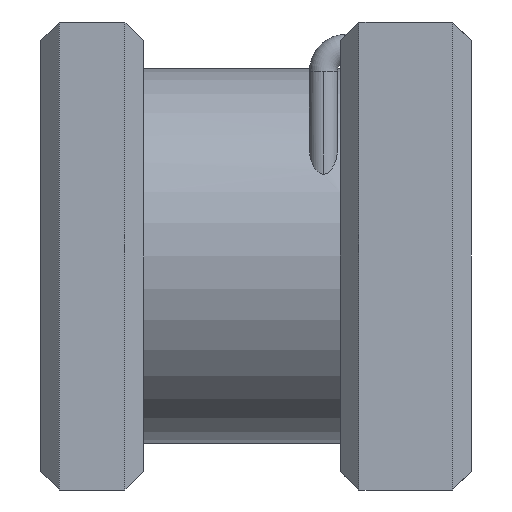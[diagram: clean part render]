
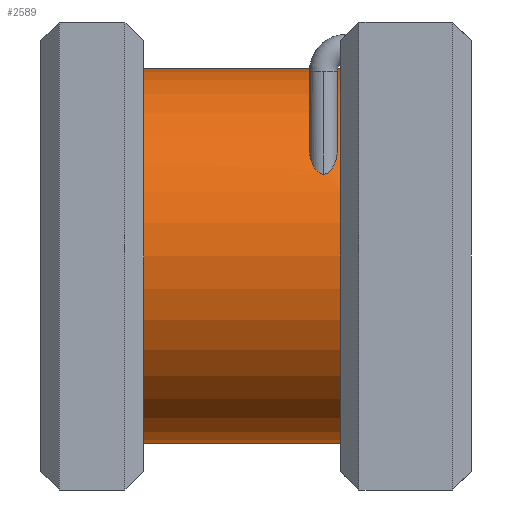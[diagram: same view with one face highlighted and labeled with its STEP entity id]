
A CAD part, left-side view. The second image highlights one B-rep face of the part: STEP entity #2589.
In plain terms, the highlighted cylindrical face has radius 1 mm (diameter 2 mm), a partial arc.
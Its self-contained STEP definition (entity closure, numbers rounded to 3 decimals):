
#26 = CARTESIAN_POINT ( 'NONE',  ( -0.885, 0.745, 0.465 ) ) ;
#35 = LINE ( 'NONE', #1301, #911 ) ;
#36 = B_SPLINE_CURVE_WITH_KNOTS ( 'NONE', 3,
 ( #788, #2426, #2643, #26, #613, #2036, #206, #421, #382, #822, #2201, #965 ),
 .UNSPECIFIED., .F., .F.,
 ( 4, 2, 2, 2, 2, 4 ),
 ( 0., 0., 0., 0., 0., 0. ),
 .UNSPECIFIED. ) ;
#37 = EDGE_CURVE ( 'NONE', #1595, #2424, #35, .T. ) ;
#58 = EDGE_CURVE ( 'NONE', #2630, #2424, #812, .T. ) ;
#136 = CARTESIAN_POINT ( 'NONE',  ( -0.815, 0.866, 0.581 ) ) ;
#168 = AXIS2_PLACEMENT_3D ( 'NONE', #1911, #324, #929 ) ;
#191 = CARTESIAN_POINT ( 'NONE',  ( 0., 1.75, 1. ) ) ;
#206 = CARTESIAN_POINT ( 'NONE',  ( -0.846, 0.717, 0.534 ) ) ;
#275 = EDGE_LOOP ( 'NONE', ( #1433, #583, #2193, #2503 ) ) ;
#317 = CARTESIAN_POINT ( 'NONE',  ( -0.749, 0.818, 0.662 ) ) ;
#324 = DIRECTION ( 'NONE',  ( 0., 1., 0. ) ) ;
#337 = AXIS2_PLACEMENT_3D ( 'NONE', #1609, #1824, #594 ) ;
#377 = VERTEX_POINT ( 'NONE', #1074 ) ;
#382 = CARTESIAN_POINT ( 'NONE',  ( -0.798, 0.717, 0.603 ) ) ;
#385 = CARTESIAN_POINT ( 'NONE',  ( -0.749, 0.79, 0.662 ) ) ;
#421 = CARTESIAN_POINT ( 'NONE',  ( -0.815, 0.714, 0.58 ) ) ;
#576 = CARTESIAN_POINT ( 'NONE',  ( -0.766, 0.841, 0.644 ) ) ;
#583 = ORIENTED_EDGE ( 'NONE', *, *, #624, .F. ) ;
#594 = DIRECTION ( 'NONE',  ( 0., 0., 1. ) ) ;
#613 = CARTESIAN_POINT ( 'NONE',  ( -0.879, 0.738, 0.476 ) ) ;
#624 = EDGE_CURVE ( 'NONE', #377, #1595, #1779, .T. ) ;
#703 = ORIENTED_EDGE ( 'NONE', *, *, #2160, .F. ) ;
#736 = B_SPLINE_CURVE_WITH_KNOTS ( 'NONE', 3,
 ( #969, #317, #576, #1574, #136, #2379, #1383, #2595, #1986, #2191, #1182, #1107 ),
 .UNSPECIFIED., .F., .F.,
 ( 4, 2, 2, 2, 2, 4 ),
 ( 0., 0., 0.001, 0.001, 0.001, 0.001 ),
 .UNSPECIFIED. ) ;
#788 = CARTESIAN_POINT ( 'NONE',  ( -0.899, 0.79, 0.438 ) ) ;
#801 = CARTESIAN_POINT ( 'NONE',  ( 0., 0.7, 1. ) ) ;
#807 = CARTESIAN_POINT ( 'NONE',  ( 0., 4.578, 0. ) ) ;
#812 = CIRCLE ( 'NONE', #168, 1. ) ;
#822 = CARTESIAN_POINT ( 'NONE',  ( -0.766, 0.739, 0.644 ) ) ;
#852 = CARTESIAN_POINT ( 'NONE',  ( 0., 0.7, -1. ) ) ;
#911 = VECTOR ( 'NONE', #1096, 1000. ) ;
#929 = DIRECTION ( 'NONE',  ( 0., 0., 1. ) ) ;
#965 = CARTESIAN_POINT ( 'NONE',  ( -0.749, 0.79, 0.662 ) ) ;
#969 = CARTESIAN_POINT ( 'NONE',  ( -0.749, 0.79, 0.662 ) ) ;
#984 = CARTESIAN_POINT ( 'NONE',  ( -0.899, 0.79, 0.438 ) ) ;
#1074 = CARTESIAN_POINT ( 'NONE',  ( 0., 1.75, -1. ) ) ;
#1085 = ORIENTED_EDGE ( 'NONE', *, *, #1687, .F. ) ;
#1096 = DIRECTION ( 'NONE',  ( 0., -1., 0. ) ) ;
#1107 = CARTESIAN_POINT ( 'NONE',  ( -0.899, 0.79, 0.438 ) ) ;
#1146 = EDGE_CURVE ( 'NONE', #377, #2630, #1810, .T. ) ;
#1182 = CARTESIAN_POINT ( 'NONE',  ( -0.899, 0.804, 0.438 ) ) ;
#1191 = AXIS2_PLACEMENT_3D ( 'NONE', #807, #1225, #1443 ) ;
#1225 = DIRECTION ( 'NONE',  ( 0., -1., 0. ) ) ;
#1301 = CARTESIAN_POINT ( 'NONE',  ( 0., 4.578, 1. ) ) ;
#1377 = VERTEX_POINT ( 'NONE', #984 ) ;
#1383 = CARTESIAN_POINT ( 'NONE',  ( -0.86, 0.858, 0.51 ) ) ;
#1432 = VERTEX_POINT ( 'NONE', #385 ) ;
#1433 = ORIENTED_EDGE ( 'NONE', *, *, #37, .F. ) ;
#1443 = DIRECTION ( 'NONE',  ( 0., 0., -1. ) ) ;
#1574 = CARTESIAN_POINT ( 'NONE',  ( -0.798, 0.863, 0.604 ) ) ;
#1595 = VERTEX_POINT ( 'NONE', #191 ) ;
#1609 = CARTESIAN_POINT ( 'NONE',  ( 0., 1.75, 0. ) ) ;
#1687 = EDGE_CURVE ( 'NONE', #1377, #1432, #36, .T. ) ;
#1779 = CIRCLE ( 'NONE', #337, 1. ) ;
#1810 = LINE ( 'NONE', #1962, #1815 ) ;
#1815 = VECTOR ( 'NONE', #2212, 1000. ) ;
#1824 = DIRECTION ( 'NONE',  ( 0., 1., 0. ) ) ;
#1911 = CARTESIAN_POINT ( 'NONE',  ( 0., 0.7, 0. ) ) ;
#1962 = CARTESIAN_POINT ( 'NONE',  ( 0., 4.578, -1. ) ) ;
#1986 = CARTESIAN_POINT ( 'NONE',  ( -0.885, 0.835, 0.465 ) ) ;
#2036 = CARTESIAN_POINT ( 'NONE',  ( -0.86, 0.722, 0.51 ) ) ;
#2160 = EDGE_CURVE ( 'NONE', #1432, #1377, #736, .T. ) ;
#2191 = CARTESIAN_POINT ( 'NONE',  ( -0.895, 0.817, 0.446 ) ) ;
#2193 = ORIENTED_EDGE ( 'NONE', *, *, #1146, .T. ) ;
#2201 = CARTESIAN_POINT ( 'NONE',  ( -0.749, 0.762, 0.662 ) ) ;
#2212 = DIRECTION ( 'NONE',  ( 0., -1., 0. ) ) ;
#2379 = CARTESIAN_POINT ( 'NONE',  ( -0.846, 0.863, 0.534 ) ) ;
#2424 = VERTEX_POINT ( 'NONE', #801 ) ;
#2426 = CARTESIAN_POINT ( 'NONE',  ( -0.899, 0.776, 0.438 ) ) ;
#2437 = FACE_BOUND ( 'NONE', #2523, .T. ) ;
#2446 = CYLINDRICAL_SURFACE ( 'NONE', #1191, 1. ) ;
#2452 = FACE_OUTER_BOUND ( 'NONE', #275, .T. ) ;
#2503 = ORIENTED_EDGE ( 'NONE', *, *, #58, .T. ) ;
#2523 = EDGE_LOOP ( 'NONE', ( #1085, #703 ) ) ;
#2589 = ADVANCED_FACE ( 'NONE', ( #2452, #2437 ), #2446, .T. ) ;
#2595 = CARTESIAN_POINT ( 'NONE',  ( -0.879, 0.841, 0.476 ) ) ;
#2630 = VERTEX_POINT ( 'NONE', #852 ) ;
#2643 = CARTESIAN_POINT ( 'NONE',  ( -0.895, 0.763, 0.446 ) ) ;
